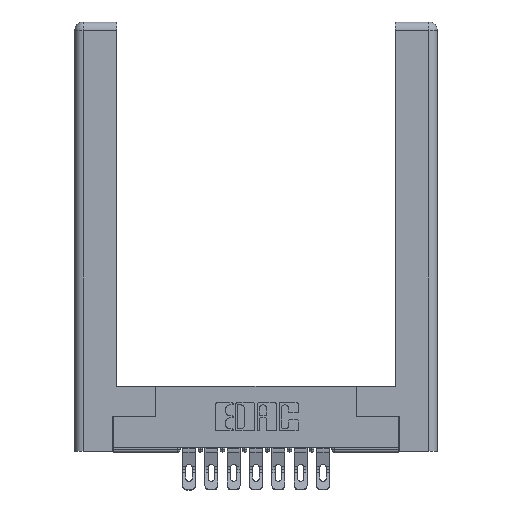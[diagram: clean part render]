
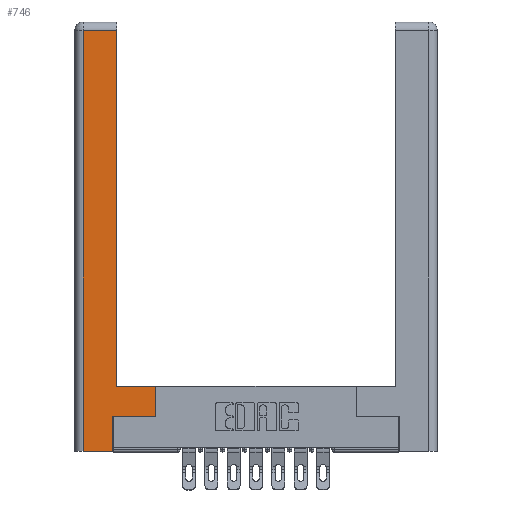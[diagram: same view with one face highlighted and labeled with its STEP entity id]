
A CAD part, top view. The second image highlights one B-rep face of the part: STEP entity #746.
In plain terms, the highlighted planar face has unit normal (0, 0, 1).
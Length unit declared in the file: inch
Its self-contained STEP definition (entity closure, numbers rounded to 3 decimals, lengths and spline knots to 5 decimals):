
#152 = DIRECTION ( 'NONE',  ( 0., 1., 0. ) ) ;
#227 = VECTOR ( 'NONE', #5216, 39.37008 ) ;
#428 = VERTEX_POINT ( 'NONE', #5643 ) ;
#494 = VECTOR ( 'NONE', #3518, 39.37008 ) ;
#549 = LINE ( 'NONE', #11906, #11654 ) ;
#550 = LINE ( 'NONE', #1757, #4726 ) ;
#746 = ADVANCED_FACE ( 'NONE', ( #944 ), #10493, .F. ) ;
#930 = LINE ( 'NONE', #8233, #4938 ) ;
#944 = FACE_OUTER_BOUND ( 'NONE', #2906, .T. ) ;
#1241 = DIRECTION ( 'NONE',  ( 0., 0., -1. ) ) ;
#1386 = VECTOR ( 'NONE', #3393, 39.37008 ) ;
#1757 = CARTESIAN_POINT ( 'NONE',  ( 0.265, 0.245, 0. ) ) ;
#1849 = ORIENTED_EDGE ( 'NONE', *, *, #9024, .T. ) ;
#1860 = LINE ( 'NONE', #7498, #227 ) ;
#1945 = EDGE_CURVE ( 'NONE', #9640, #7868, #549, .T. ) ;
#2212 = CARTESIAN_POINT ( 'NONE',  ( 0.295, 0.45, 0. ) ) ;
#2308 = VERTEX_POINT ( 'NONE', #9697 ) ;
#2340 = VERTEX_POINT ( 'NONE', #7055 ) ;
#2906 = EDGE_LOOP ( 'NONE', ( #13610, #8362, #12779, #13834, #1849, #11366, #4706, #12351 ) ) ;
#3393 = DIRECTION ( 'NONE',  ( -1., 0., 0. ) ) ;
#3518 = DIRECTION ( 'NONE',  ( -1., 0., 0. ) ) ;
#3590 = EDGE_CURVE ( 'NONE', #11670, #14651, #4113, .T. ) ;
#3602 = EDGE_CURVE ( 'NONE', #428, #12604, #6865, .T. ) ;
#3888 = VECTOR ( 'NONE', #11922, 39.37008 ) ;
#4066 = EDGE_CURVE ( 'NONE', #7868, #2340, #10298, .T. ) ;
#4113 = LINE ( 'NONE', #8135, #494 ) ;
#4706 = ORIENTED_EDGE ( 'NONE', *, *, #1945, .T. ) ;
#4726 = VECTOR ( 'NONE', #11117, 39.37008 ) ;
#4938 = VECTOR ( 'NONE', #152, 39.37008 ) ;
#5216 = DIRECTION ( 'NONE',  ( 0., -1., 0. ) ) ;
#5643 = CARTESIAN_POINT ( 'NONE',  ( 0.0615, 0., 0. ) ) ;
#6000 = DIRECTION ( 'NONE',  ( 0., 1., 0. ) ) ;
#6865 = LINE ( 'NONE', #8236, #7393 ) ;
#7055 = CARTESIAN_POINT ( 'NONE',  ( 0.295, 0.45, 0. ) ) ;
#7161 = CARTESIAN_POINT ( 'NONE',  ( 0.0615, 2.94, 0. ) ) ;
#7200 = CARTESIAN_POINT ( 'NONE',  ( 0.265, 0., 0. ) ) ;
#7359 = EDGE_CURVE ( 'NONE', #14651, #428, #1860, .T. ) ;
#7393 = VECTOR ( 'NONE', #12081, 39.37008 ) ;
#7498 = CARTESIAN_POINT ( 'NONE',  ( 0.0615, 0., 0. ) ) ;
#7868 = VERTEX_POINT ( 'NONE', #10824 ) ;
#7890 = LINE ( 'NONE', #8409, #3888 ) ;
#7940 = CARTESIAN_POINT ( 'NONE',  ( 0.565, 0.245, 0. ) ) ;
#8135 = CARTESIAN_POINT ( 'NONE',  ( 0.0615, 2.94, 0. ) ) ;
#8233 = CARTESIAN_POINT ( 'NONE',  ( 0.295, 3., 0. ) ) ;
#8236 = CARTESIAN_POINT ( 'NONE',  ( 0.265, 0., 0. ) ) ;
#8362 = ORIENTED_EDGE ( 'NONE', *, *, #3590, .T. ) ;
#8397 = EDGE_CURVE ( 'NONE', #2340, #11670, #930, .T. ) ;
#8409 = CARTESIAN_POINT ( 'NONE',  ( 0.565, 0.245, 0. ) ) ;
#9024 = EDGE_CURVE ( 'NONE', #12604, #2308, #550, .T. ) ;
#9640 = VERTEX_POINT ( 'NONE', #7940 ) ;
#9697 = CARTESIAN_POINT ( 'NONE',  ( 0.265, 0.245, 0. ) ) ;
#10298 = LINE ( 'NONE', #2212, #1386 ) ;
#10493 = PLANE ( 'NONE',  #13283 ) ;
#10824 = CARTESIAN_POINT ( 'NONE',  ( 0.565, 0.45, 0. ) ) ;
#10885 = CARTESIAN_POINT ( 'NONE',  ( 0.295, 2.94, 0. ) ) ;
#11117 = DIRECTION ( 'NONE',  ( 0., 1., 0. ) ) ;
#11366 = ORIENTED_EDGE ( 'NONE', *, *, #13295, .T. ) ;
#11654 = VECTOR ( 'NONE', #6000, 39.37008 ) ;
#11670 = VERTEX_POINT ( 'NONE', #10885 ) ;
#11881 = DIRECTION ( 'NONE',  ( -1., 0., 0. ) ) ;
#11906 = CARTESIAN_POINT ( 'NONE',  ( 0.565, 0.45, 0. ) ) ;
#11922 = DIRECTION ( 'NONE',  ( 1., 0., 0. ) ) ;
#12081 = DIRECTION ( 'NONE',  ( 1., 0., 0. ) ) ;
#12351 = ORIENTED_EDGE ( 'NONE', *, *, #4066, .T. ) ;
#12604 = VERTEX_POINT ( 'NONE', #7200 ) ;
#12779 = ORIENTED_EDGE ( 'NONE', *, *, #7359, .T. ) ;
#12848 = CARTESIAN_POINT ( 'NONE',  ( 0., 0., 0. ) ) ;
#13283 = AXIS2_PLACEMENT_3D ( 'NONE', #12848, #1241, #11881 ) ;
#13295 = EDGE_CURVE ( 'NONE', #2308, #9640, #7890, .T. ) ;
#13610 = ORIENTED_EDGE ( 'NONE', *, *, #8397, .T. ) ;
#13834 = ORIENTED_EDGE ( 'NONE', *, *, #3602, .T. ) ;
#14651 = VERTEX_POINT ( 'NONE', #7161 ) ;
